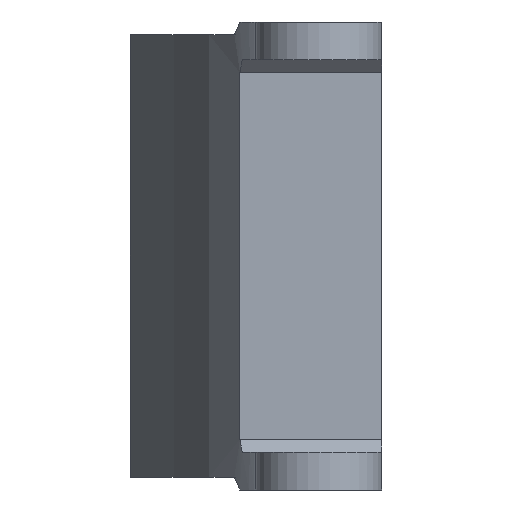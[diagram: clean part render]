
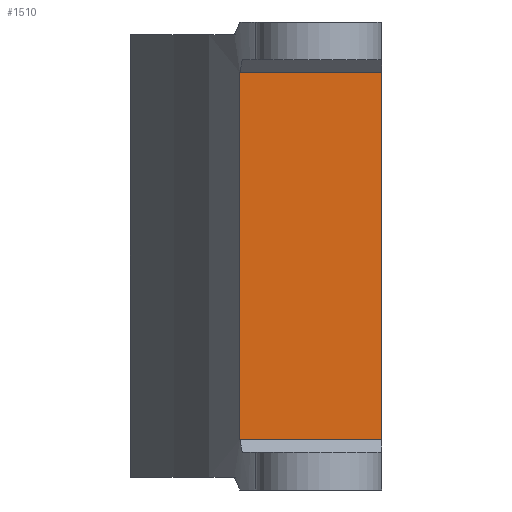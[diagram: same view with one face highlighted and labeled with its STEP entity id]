
A CAD part, left-side view. The second image highlights one B-rep face of the part: STEP entity #1510.
In plain terms, the highlighted planar face has unit normal (-1, 0, 0).
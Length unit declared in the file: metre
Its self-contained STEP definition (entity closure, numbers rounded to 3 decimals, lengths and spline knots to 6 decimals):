
#61=LINE('',#2314,#180);
#106=LINE('',#2458,#225);
#109=LINE('',#2505,#228);
#110=LINE('',#2506,#229);
#180=VECTOR('',#1843,1.);
#225=VECTOR('',#1964,1.);
#228=VECTOR('',#1993,1.);
#229=VECTOR('',#1994,1.);
#284=PLANE('',#1671);
#499=ORIENTED_EDGE('',*,*,#777,.F.);
#500=ORIENTED_EDGE('',*,*,#863,.T.);
#501=ORIENTED_EDGE('',*,*,#850,.T.);
#502=ORIENTED_EDGE('',*,*,#864,.T.);
#777=EDGE_CURVE('',#976,#977,#61,.T.);
#850=EDGE_CURVE('',#1038,#1037,#106,.T.);
#863=EDGE_CURVE('',#976,#1038,#109,.T.);
#864=EDGE_CURVE('',#1037,#977,#110,.T.);
#976=VERTEX_POINT('',#2313);
#977=VERTEX_POINT('',#2315);
#1037=VERTEX_POINT('',#2457);
#1038=VERTEX_POINT('',#2459);
#1198=EDGE_LOOP('',(#499,#500,#501,#502));
#1351=FACE_BOUND('',#1198,.T.);
#1510=ADVANCED_FACE('',(#1351),#284,.T.);
#1671=AXIS2_PLACEMENT_3D('',#2504,#1991,#1992);
#1843=DIRECTION('',(0.,0.,-1.));
#1964=DIRECTION('',(0.,0.,-1.));
#1991=DIRECTION('',(-1.,0.,0.));
#1992=DIRECTION('',(0.,0.,1.));
#1993=DIRECTION('',(0.,1.,0.));
#1994=DIRECTION('',(0.,-1.,0.));
#2313=CARTESIAN_POINT('',(-0.0495,-0.005,0.0302));
#2314=CARTESIAN_POINT('',(-0.0495,-0.005,0.0312));
#2315=CARTESIAN_POINT('',(-0.0495,-0.005,0.001));
#2457=CARTESIAN_POINT('',(-0.0495,0.006288,0.001));
#2458=CARTESIAN_POINT('',(-0.0495,0.006288,0.0312));
#2459=CARTESIAN_POINT('',(-0.0495,0.006288,0.0302));
#2504=CARTESIAN_POINT('',(-0.0495,0.003144,0.0312));
#2505=CARTESIAN_POINT('',(-0.0495,0.003144,0.0302));
#2506=CARTESIAN_POINT('',(-0.0495,-0.005,0.001));
